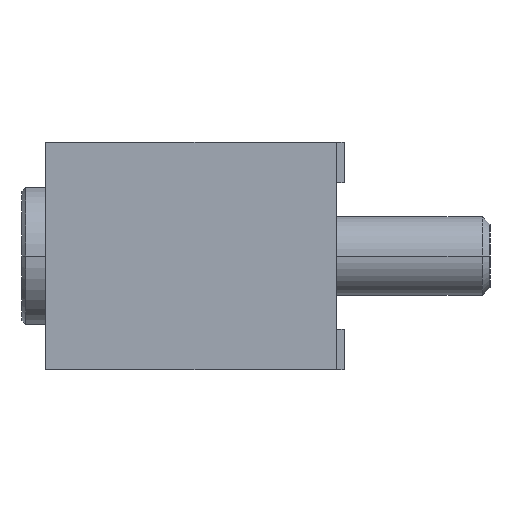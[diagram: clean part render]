
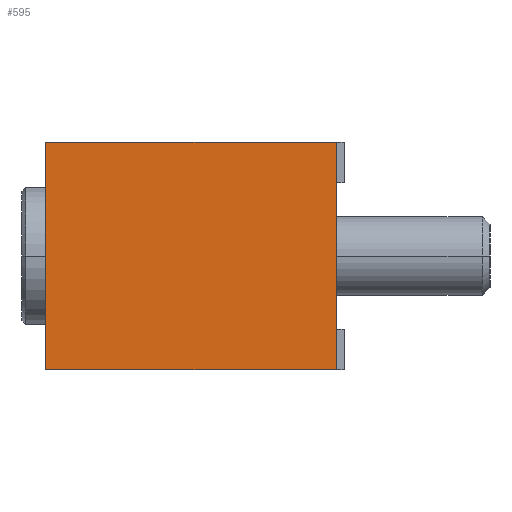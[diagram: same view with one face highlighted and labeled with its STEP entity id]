
A CAD part, left-side view. The second image highlights one B-rep face of the part: STEP entity #595.
In plain terms, the highlighted planar face has unit normal (-1, 0, 0).
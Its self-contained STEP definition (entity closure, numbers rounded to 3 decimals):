
#328=PLANE('',#5030);
#595=ADVANCED_FACE('',(#895),#328,.T.);
#895=FACE_OUTER_BOUND('',#1152,.T.);
#1152=EDGE_LOOP('',(#2945,#2946,#2947,#2948));
#1518=LINE('',#7479,#1938);
#1539=LINE('',#7601,#1959);
#1554=LINE('',#7634,#1974);
#1560=LINE('',#7651,#1980);
#1938=VECTOR('',#5999,1.);
#1959=VECTOR('',#6054,1.);
#1974=VECTOR('',#6085,1.);
#1980=VECTOR('',#6105,1.);
#2945=ORIENTED_EDGE('',*,*,#4234,.T.);
#2946=ORIENTED_EDGE('',*,*,#4259,.F.);
#2947=ORIENTED_EDGE('',*,*,#4251,.F.);
#2948=ORIENTED_EDGE('',*,*,#4201,.T.);
#3624=VERTEX_POINT('',#7477);
#3626=VERTEX_POINT('',#7480);
#3649=VERTEX_POINT('',#7600);
#3660=VERTEX_POINT('',#7635);
#4201=EDGE_CURVE('',#3626,#3624,#1518,.T.);
#4234=EDGE_CURVE('',#3624,#3649,#1539,.T.);
#4251=EDGE_CURVE('',#3626,#3660,#1554,.T.);
#4259=EDGE_CURVE('',#3660,#3649,#1560,.T.);
#5030=AXIS2_PLACEMENT_3D('',#7653,#6108,#6109);
#5999=DIRECTION('',(0.,0.,1.));
#6054=DIRECTION('',(0.,1.,0.));
#6085=DIRECTION('',(0.,1.,0.));
#6105=DIRECTION('',(0.,0.,1.));
#6108=DIRECTION('',(-1.,0.,0.));
#6109=DIRECTION('',(0.,0.,1.));
#7477=CARTESIAN_POINT('',(-118.5,-127.5,99.));
#7479=CARTESIAN_POINT('',(-118.5,-127.5,70.));
#7480=CARTESIAN_POINT('',(-118.5,-127.5,70.));
#7600=CARTESIAN_POINT('',(-118.5,-90.5,99.));
#7601=CARTESIAN_POINT('',(-118.5,-127.5,99.));
#7634=CARTESIAN_POINT('',(-118.5,-127.5,70.));
#7635=CARTESIAN_POINT('',(-118.5,-90.5,70.));
#7651=CARTESIAN_POINT('',(-118.5,-90.5,70.));
#7653=CARTESIAN_POINT('',(-118.5,-127.5,70.));
